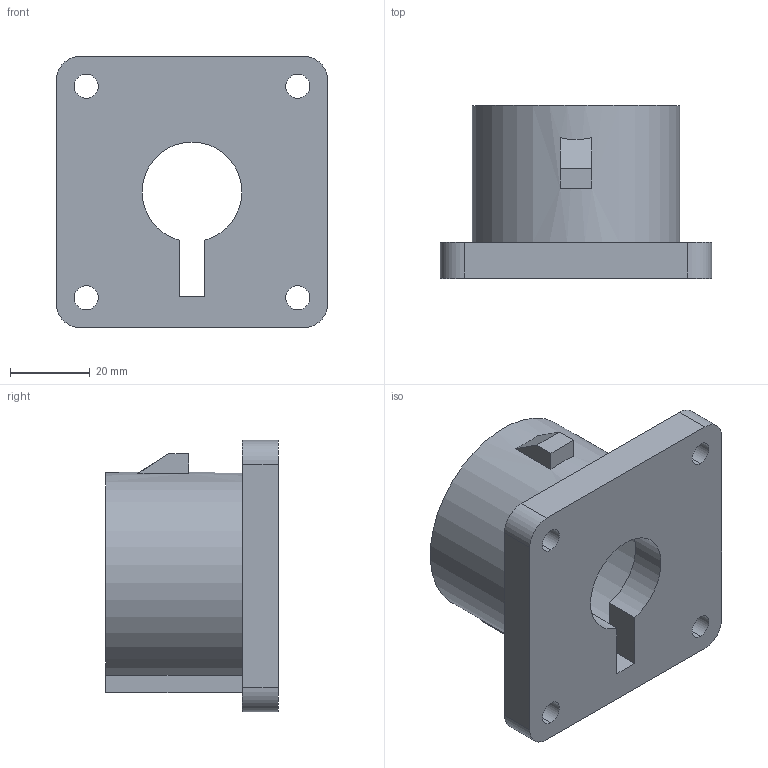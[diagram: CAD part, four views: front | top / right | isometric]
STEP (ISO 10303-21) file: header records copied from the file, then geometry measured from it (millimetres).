
FILE_DESCRIPTION (( 'STEP AP203' ), '1' );
FILE_NAME ('ChargePort3DP.STEP', '2020-01-03T04:17:02', ( '' ), ( '' ), 'SwSTEP 2.0', 'SolidWorks 2018', '' );
FILE_SCHEMA (( 'CONFIG_CONTROL_DESIGN' ));
Length unit declared in the file: millimetre
Products named in the file (1): ChargePort3DP
Bounding box: 68 x 43.3 x 68 mm (x, y, z)
Volume: 53040.6 mm3; surface area: 23015.6 mm2
Topology: 1 solids, 1 shells, 37 faces, 99 edges, 66 vertices
Faces by surface type: plane 21, cylinder 16
Entity records: 1263 total; most frequent: DIRECTION 207, CARTESIAN_POINT 206, ORIENTED_EDGE 198, EDGE_CURVE 99, AXIS2_PLACEMENT_3D 71, VERTEX_POINT 66, VECTOR 65, LINE 65
